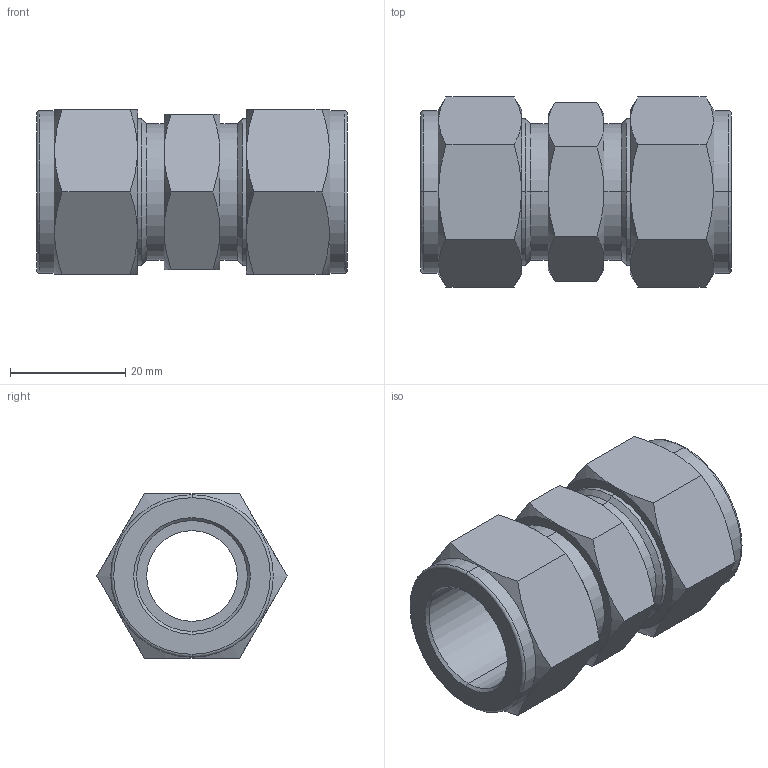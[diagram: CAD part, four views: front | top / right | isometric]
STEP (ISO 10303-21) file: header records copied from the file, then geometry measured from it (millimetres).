
FILE_DESCRIPTION(('STEP AP203'),'1');
FILE_NAME('su-12.stp','2022-11-17T18:35:21',('TraceParts'),('TraceParts S.A.'),'Spatial InterOp 3D',' ',' ');
FILE_SCHEMA(('CONFIG_CONTROL_DESIGN'));
Length unit declared in the file: millimetre
Products named in the file (1): 1
Bounding box: 53.92 x 33 x 28.57 mm (x, y, z)
Volume: 19175.4 mm3; surface area: 9797.1 mm2
Topology: 1 solids, 1 shells, 77 faces, 174 edges, 105 vertices
Faces by surface type: cone 29, plane 26, cylinder 18, torus 4
Entity records: 2457 total; most frequent: CARTESIAN_POINT 749, ORIENTED_EDGE 348, DIRECTION 339, EDGE_CURVE 174, AXIS2_PLACEMENT_3D 143, VERTEX_POINT 105, EDGE_LOOP 85, ADVANCED_FACE 77
